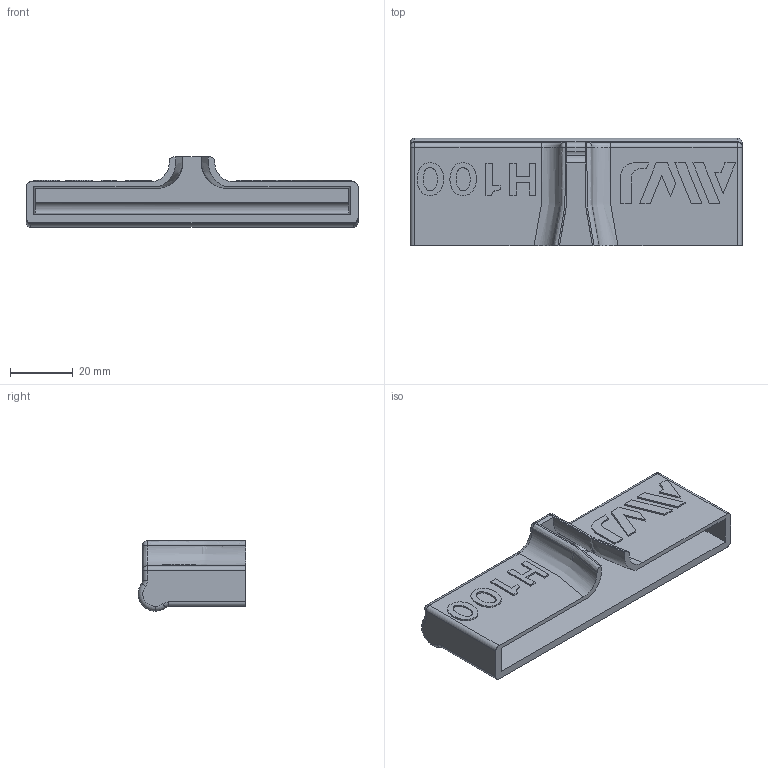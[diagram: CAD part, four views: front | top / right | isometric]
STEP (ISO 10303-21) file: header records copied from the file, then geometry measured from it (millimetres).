
FILE_DESCRIPTION(('STEP AP203'),'1');
FILE_NAME('H100.step','2024-01-24T10:45:35',(' '),(' '),'Spatial InterOp 3D',' ',' ');
FILE_SCHEMA(('CONFIG_CONTROL_DESIGN'));
Length unit declared in the file: millimetre
Products named in the file (1): 1
Bounding box: 106 x 34.44 x 22.44 mm (x, y, z)
Volume: 21120.8 mm3; surface area: 18452.4 mm2
Topology: 6 solids, 6 shells, 126 faces, 300 edges, 188 vertices
Faces by surface type: plane 74, cylinder 17, bspline 12, extrusion 9, torus 8, sphere 4, offset 2
Entity records: 5239 total; most frequent: CARTESIAN_POINT 2469, ORIENTED_EDGE 592, DIRECTION 475, EDGE_CURVE 296, VERTEX_POINT 194, AXIS2_PLACEMENT_3D 159, VECTOR 157, LINE 148
